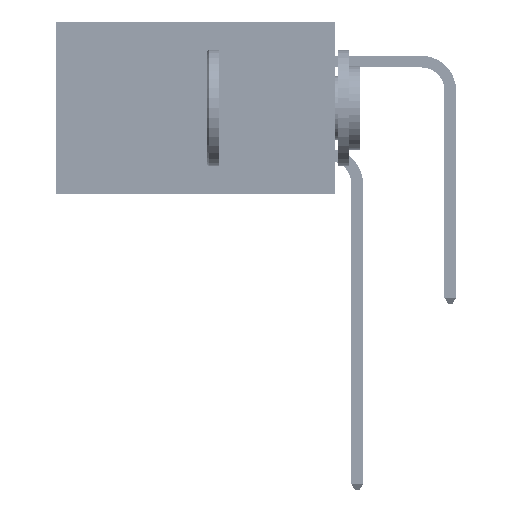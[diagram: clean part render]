
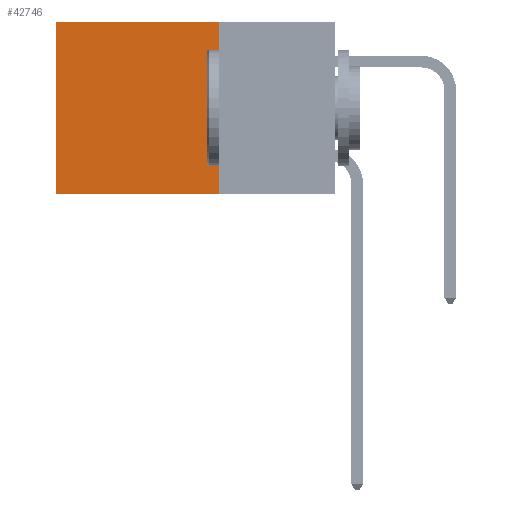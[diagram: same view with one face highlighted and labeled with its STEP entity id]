
A CAD part, left-side view. The second image highlights one B-rep face of the part: STEP entity #42746.
In plain terms, the highlighted planar face has unit normal (-1, 0, 0).
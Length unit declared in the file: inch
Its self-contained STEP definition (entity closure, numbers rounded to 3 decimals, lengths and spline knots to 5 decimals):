
#2971 = LINE ( 'NONE', #36743, #31797 ) ;
#3712 = VECTOR ( 'NONE', #39200, 39.37008 ) ;
#4213 = FACE_OUTER_BOUND ( 'NONE', #42339, .T. ) ;
#4649 = VERTEX_POINT ( 'NONE', #18280 ) ;
#4676 = VERTEX_POINT ( 'NONE', #15091 ) ;
#7425 = EDGE_CURVE ( 'NONE', #4676, #41613, #34330, .T. ) ;
#7498 = CARTESIAN_POINT ( 'NONE',  ( 0.2875, 0.25, 0. ) ) ;
#10889 = AXIS2_PLACEMENT_3D ( 'NONE', #16787, #39589, #35426 ) ;
#11034 = DIRECTION ( 'NONE',  ( 0., 0., -1. ) ) ;
#13507 = DIRECTION ( 'NONE',  ( 0., 0., -1. ) ) ;
#15091 = CARTESIAN_POINT ( 'NONE',  ( 0.2875, 0.25, 0. ) ) ;
#15648 = LINE ( 'NONE', #48023, #35502 ) ;
#15702 = VECTOR ( 'NONE', #11034, 39.37008 ) ;
#16787 = CARTESIAN_POINT ( 'NONE',  ( 0.2875, 0.25, 0. ) ) ;
#18280 = CARTESIAN_POINT ( 'NONE',  ( 0.2875, 0.25, -0.37 ) ) ;
#21305 = DIRECTION ( 'NONE',  ( 0., 1., 0. ) ) ;
#23833 = ORIENTED_EDGE ( 'NONE', *, *, #46977, .T. ) ;
#24798 = EDGE_CURVE ( 'NONE', #4676, #4649, #25309, .T. ) ;
#25309 = LINE ( 'NONE', #49236, #15702 ) ;
#31797 = VECTOR ( 'NONE', #21305, 39.37008 ) ;
#32668 = CARTESIAN_POINT ( 'NONE',  ( 0.2875, 0.6, 0. ) ) ;
#33467 = ORIENTED_EDGE ( 'NONE', *, *, #48725, .F. ) ;
#33924 = VERTEX_POINT ( 'NONE', #35534 ) ;
#34330 = LINE ( 'NONE', #7498, #3712 ) ;
#35426 = DIRECTION ( 'NONE',  ( 0., 0., -1. ) ) ;
#35502 = VECTOR ( 'NONE', #13507, 39.37008 ) ;
#35534 = CARTESIAN_POINT ( 'NONE',  ( 0.2875, 0.6, -0.37 ) ) ;
#35641 = ORIENTED_EDGE ( 'NONE', *, *, #7425, .T. ) ;
#36743 = CARTESIAN_POINT ( 'NONE',  ( 0.2875, 0.25, -0.37 ) ) ;
#39200 = DIRECTION ( 'NONE',  ( 0., 1., 0. ) ) ;
#39589 = DIRECTION ( 'NONE',  ( 1., 0., 0. ) ) ;
#41613 = VERTEX_POINT ( 'NONE', #32668 ) ;
#42339 = EDGE_LOOP ( 'NONE', ( #23833, #33467, #46315, #35641 ) ) ;
#42746 = ADVANCED_FACE ( 'NONE', ( #4213 ), #47096, .F. ) ;
#46315 = ORIENTED_EDGE ( 'NONE', *, *, #24798, .F. ) ;
#46977 = EDGE_CURVE ( 'NONE', #41613, #33924, #15648, .T. ) ;
#47096 = PLANE ( 'NONE',  #10889 ) ;
#48023 = CARTESIAN_POINT ( 'NONE',  ( 0.2875, 0.6, 0. ) ) ;
#48725 = EDGE_CURVE ( 'NONE', #4649, #33924, #2971, .T. ) ;
#49236 = CARTESIAN_POINT ( 'NONE',  ( 0.2875, 0.25, 0. ) ) ;
